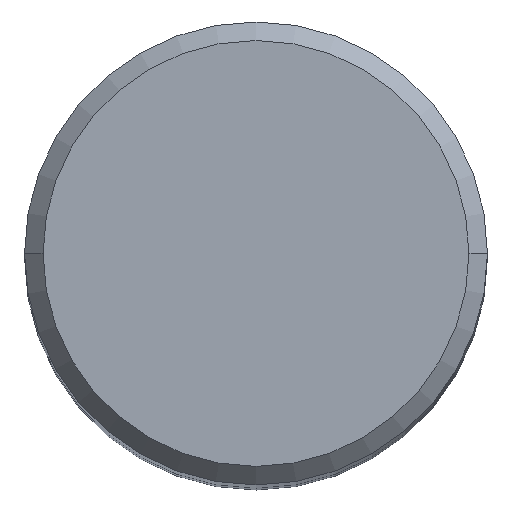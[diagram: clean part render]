
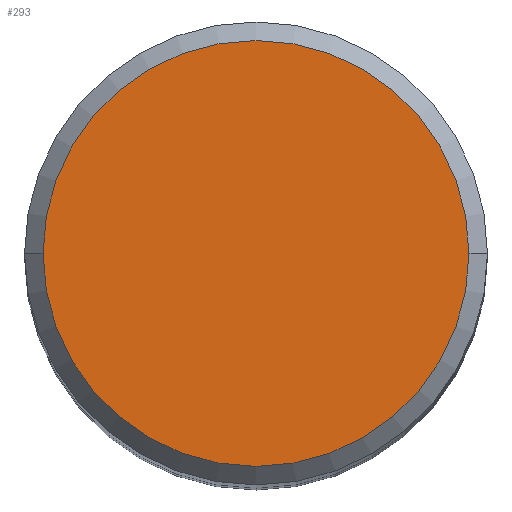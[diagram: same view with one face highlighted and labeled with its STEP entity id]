
A CAD part, top view. The second image highlights one B-rep face of the part: STEP entity #293.
In plain terms, the highlighted planar face has unit normal (0, 0, 1).
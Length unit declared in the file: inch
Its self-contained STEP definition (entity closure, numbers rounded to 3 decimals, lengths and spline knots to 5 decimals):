
#10 = AXIS2_PLACEMENT_3D ( 'NONE', #194, #94, #290 ) ;
#21 = DIRECTION ( 'NONE',  ( 1., 0., 0. ) ) ;
#27 = EDGE_CURVE ( 'NONE', #222, #111, #42, .T. ) ;
#28 = CARTESIAN_POINT ( 'NONE',  ( 0.1725, 0., 2.5 ) ) ;
#39 = DIRECTION ( 'NONE',  ( 1., 0., 0. ) ) ;
#42 = CIRCLE ( 'NONE', #10, 0.1725 ) ;
#58 = EDGE_CURVE ( 'NONE', #111, #222, #271, .T. ) ;
#72 = DIRECTION ( 'NONE',  ( 0., 0., 1. ) ) ;
#93 = ORIENTED_EDGE ( 'NONE', *, *, #27, .T. ) ;
#94 = DIRECTION ( 'NONE',  ( 0., 0., 1. ) ) ;
#98 = AXIS2_PLACEMENT_3D ( 'NONE', #154, #125, #39 ) ;
#111 = VERTEX_POINT ( 'NONE', #28 ) ;
#125 = DIRECTION ( 'NONE',  ( 0., 0., 1. ) ) ;
#154 = CARTESIAN_POINT ( 'NONE',  ( 0., 0., 2.5 ) ) ;
#174 = EDGE_LOOP ( 'NONE', ( #93, #211 ) ) ;
#177 = CARTESIAN_POINT ( 'NONE',  ( 0., 0., 2.5 ) ) ;
#178 = AXIS2_PLACEMENT_3D ( 'NONE', #177, #72, #21 ) ;
#194 = CARTESIAN_POINT ( 'NONE',  ( 0., 0., 2.5 ) ) ;
#211 = ORIENTED_EDGE ( 'NONE', *, *, #58, .T. ) ;
#222 = VERTEX_POINT ( 'NONE', #262 ) ;
#224 = PLANE ( 'NONE',  #98 ) ;
#262 = CARTESIAN_POINT ( 'NONE',  ( -0.1725, 0., 2.5 ) ) ;
#271 = CIRCLE ( 'NONE', #178, 0.1725 ) ;
#290 = DIRECTION ( 'NONE',  ( 1., 0., 0. ) ) ;
#293 = ADVANCED_FACE ( 'NONE', ( #314 ), #224, .T. ) ;
#314 = FACE_OUTER_BOUND ( 'NONE', #174, .T. ) ;
